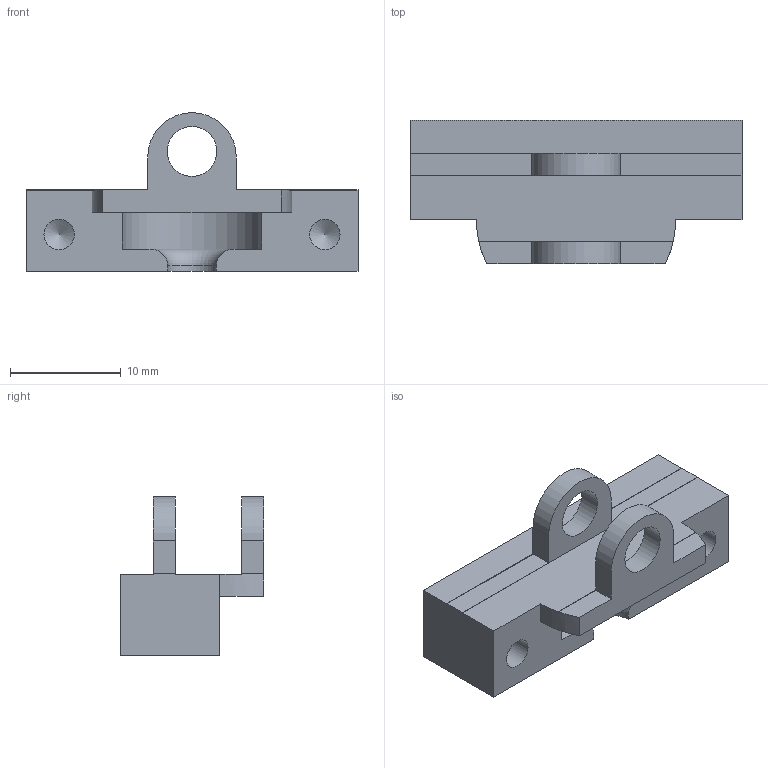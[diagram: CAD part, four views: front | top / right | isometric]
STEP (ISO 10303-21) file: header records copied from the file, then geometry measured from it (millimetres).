
FILE_DESCRIPTION(/* description */ (''),/* implementation_level */ '2;1');
FILE_NAME(/* name */ 'holder_1cc_hamilton v3.step',/* time_stamp */ '2025-05-22T07:59:58-07:00',/* author */ (''),/* organization */ (''),/* preprocessor_version */ 'ST-DEVELOPER v20.1',/* originating_system */ 'Autodesk Translation Framework v14.4.0.0',/* authorisation */ '');
FILE_SCHEMA (('AUTOMOTIVE_DESIGN { 1 0 10303 214 3 1 1 }'));
Length unit declared in the file: millimetre
Products named in the file (1): holder_1cc_hamilton
Bounding box: 30 x 13 x 14.33 mm (x, y, z)
Volume: 1963.4 mm3; surface area: 1718.9 mm2
Topology: 1 solids, 1 shells, 35 faces, 97 edges, 64 vertices
Faces by surface type: plane 22, cylinder 10, cone 2, torus 1
Full cylindrical faces by diameter (mm): 2.75 x2, 4.5 x2
Entity records: 1151 total; most frequent: CARTESIAN_POINT 195, DIRECTION 192, ORIENTED_EDGE 190, EDGE_CURVE 95, LINE 70, VECTOR 70, VERTEX_POINT 64, AXIS2_PLACEMENT_3D 61
